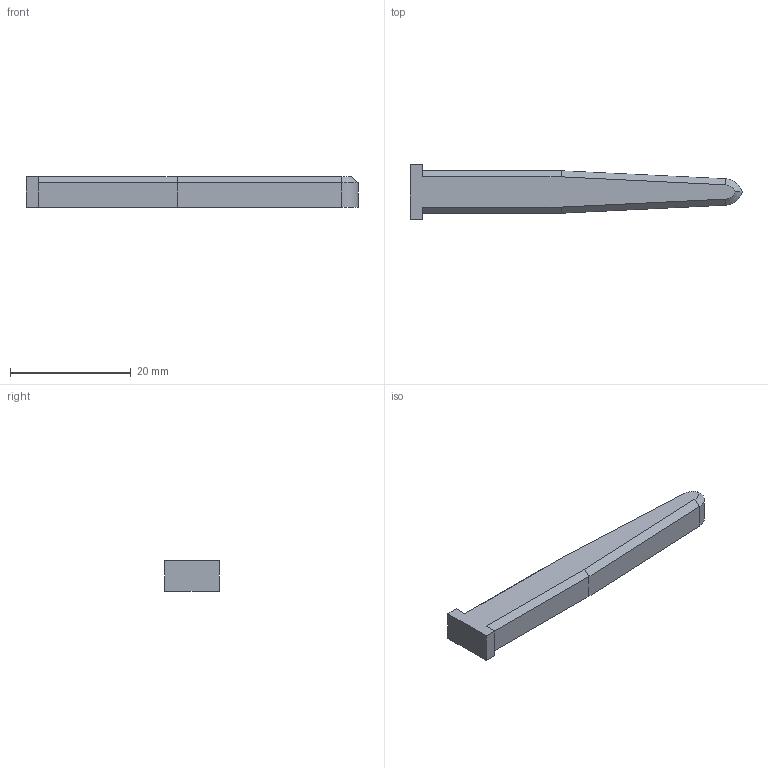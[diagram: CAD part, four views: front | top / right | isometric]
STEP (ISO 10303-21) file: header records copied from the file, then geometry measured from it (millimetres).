
FILE_DESCRIPTION (( 'STEP AP203' ), '1' );
FILE_NAME ('Part6_Default_sldprt.STEP', '2021-07-16T02:50:48', ( '' ), ( '' ), 'SwSTEP 2.0', 'SolidWorks 2019', '' );
FILE_SCHEMA (( 'CONFIG_CONTROL_DESIGN' ));
Length unit declared in the file: millimetre
Products named in the file (1): Part6_Default_sldprt
Bounding box: 54.89 x 9 x 5 mm (x, y, z)
Volume: 1656 mm3; surface area: 1235.1 mm2
Topology: 1 solids, 1 shells, 19 faces, 46 edges, 29 vertices
Faces by surface type: plane 15, cylinder 2, cone 2
Entity records: 624 total; most frequent: CARTESIAN_POINT 98, ORIENTED_EDGE 92, DIRECTION 91, EDGE_CURVE 46, VECTOR 39, LINE 39, VERTEX_POINT 29, AXIS2_PLACEMENT_3D 26
